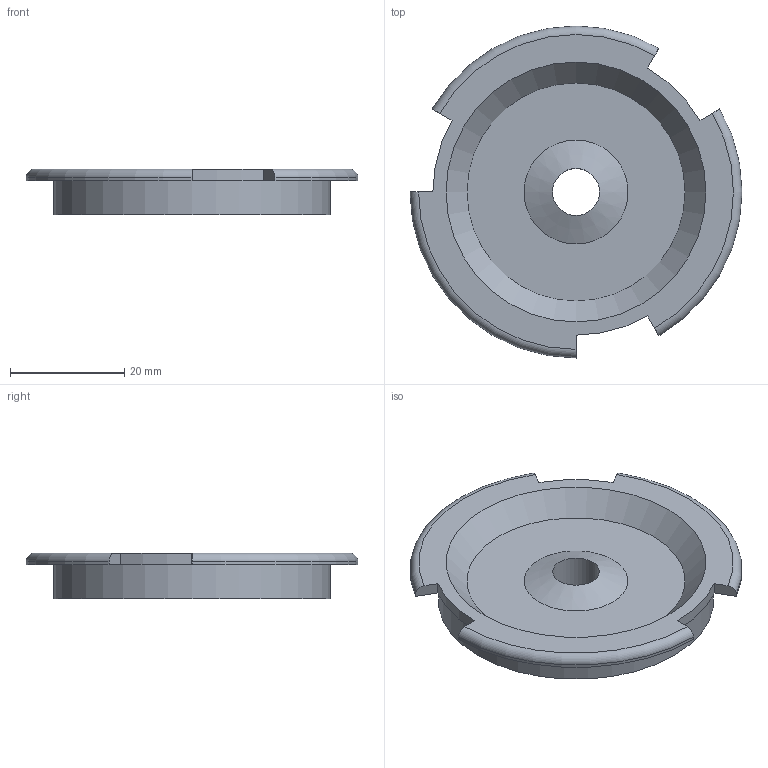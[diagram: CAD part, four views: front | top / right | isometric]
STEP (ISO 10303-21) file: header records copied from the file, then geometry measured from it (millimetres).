
FILE_DESCRIPTION( ( 'Unknown' ), '1' );
FILE_NAME( 'Z-toothed-pulley.stp', 'Unknown', ( 'Ed Sells' ), ( 'University of Bath' ), 'XStep 1.0', 'Solid Edge v19', ' ' );
FILE_SCHEMA( ( 'CONFIG_CONTROL_DESIGN' ) );
Length unit declared in the file: millimetre
Products named in the file (1): 1
Bounding box: 58.13 x 58.13 x 8 mm (x, y, z)
Volume: 10361.6 mm3; surface area: 6484.4 mm2
Topology: 1 solids, 1 shells, 23 faces, 56 edges, 37 vertices
Faces by surface type: plane 10, cylinder 8, torus 3, cone 2
Full cylindrical faces by diameter (mm): 8.2 x1, 48.33 x1
Entity records: 718 total; most frequent: DIRECTION 128, CARTESIAN_POINT 113, ORIENTED_EDGE 104, AXIS2_PLACEMENT_3D 52, EDGE_CURVE 52, VERTEX_POINT 37, EDGE_LOOP 31, CIRCLE 28
